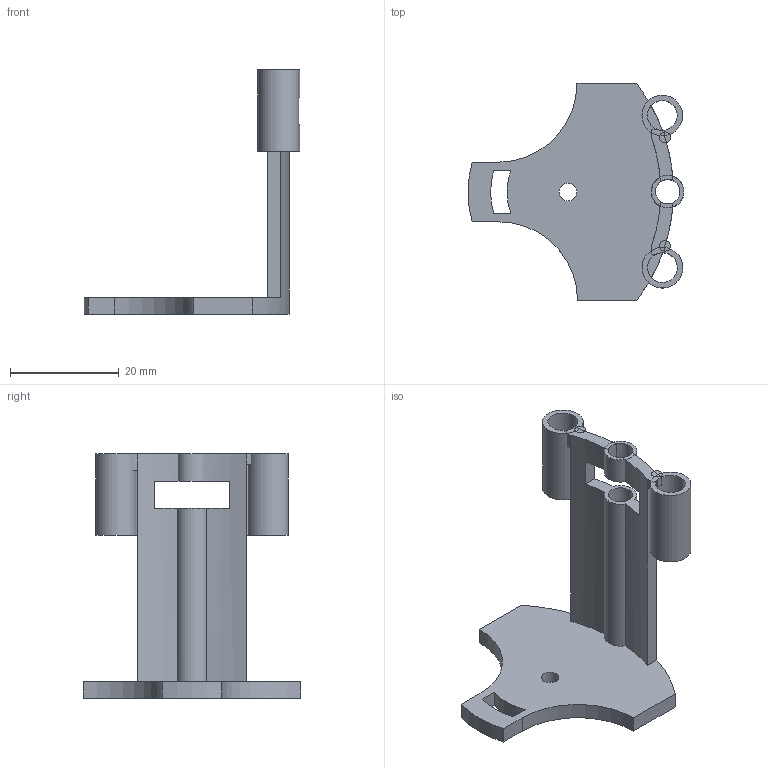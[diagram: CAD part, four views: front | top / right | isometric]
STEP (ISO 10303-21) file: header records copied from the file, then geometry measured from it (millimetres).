
FILE_DESCRIPTION(/* description */ (''),/* implementation_level */ '2;1');
FILE_NAME(/* name */ 'Bloc-Bas-2.step',/* time_stamp */ '2022-01-04T18:11:41+01:00',/* author */ (''),/* organization */ (''),/* preprocessor_version */ 'ST-DEVELOPER v18.1',/* originating_system */ 'Autodesk Translation Framework v10.10.0.1391',/* authorisation */ '');
FILE_SCHEMA (('AUTOMOTIVE_DESIGN { 1 0 10303 214 3 1 1 }'));
Length unit declared in the file: millimetre
Products named in the file (7): Bloc-Bas; Composant2; Composant3; Composant4; Composant5; Composant6; Composant7
Assembly tree (6 placements, depth 2):
  Bloc-Bas
    Composant2
    Composant3
    Composant4
    Composant5
    Composant6
    Composant7
Bounding box: 39.78 x 40 x 45 mm (x, y, z)
Volume: 5054 mm3; surface area: 6098.7 mm2
Topology: 6 solids, 6 shells, 62 faces, 149 edges, 98 vertices
Faces by surface type: plane 36, cylinder 26
Full cylindrical faces by diameter (mm): 2 x2, 3.25 x1, 4.5 x2, 5.5 x1, 6 x1, 7.5 x2
Entity records: 2064 total; most frequent: DIRECTION 365, CARTESIAN_POINT 322, ORIENTED_EDGE 298, EDGE_CURVE 149, AXIS2_PLACEMENT_3D 141, VERTEX_POINT 98, LINE 83, VECTOR 83
